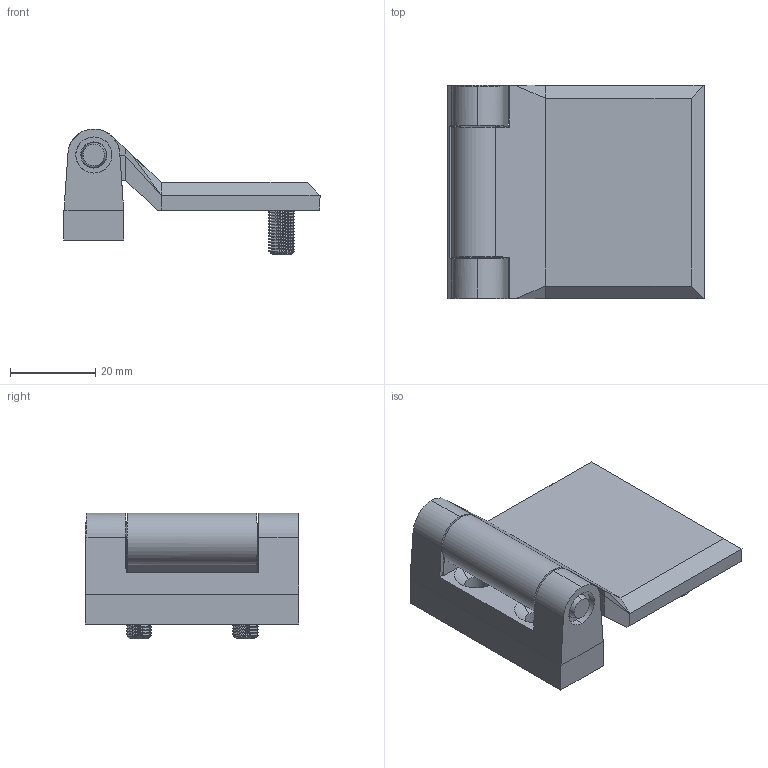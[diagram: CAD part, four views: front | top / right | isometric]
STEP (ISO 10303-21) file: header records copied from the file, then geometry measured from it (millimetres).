
FILE_DESCRIPTION (( 'STEP AP203' ), '1' );
FILE_NAME ('MK16.1.5.V2.07.STEP', '2022-08-23T13:46:53', ( '' ), ( '' ), 'SwSTEP 2.0', 'SolidWorks 2021', '' );
FILE_SCHEMA (( 'CONFIG_CONTROL_DESIGN' ));
Length unit declared in the file: millimetre
Products named in the file (1): MK16.1.5.V2.07
Bounding box: 60 x 50.09 x 29.5 mm (x, y, z)
Surface area: 14055.7 mm2 (no closed solid volume)
Topology: 0 solids, 6 shells, 269 faces, 722 edges, 470 vertices
Faces by surface type: plane 115, cylinder 88, cone 44, bspline 22
Full cylindrical faces by diameter (mm): 5.85 x1
Entity records: 14349 total; most frequent: CARTESIAN_POINT 8193, ORIENTED_EDGE 1414, DIRECTION 1066, EDGE_CURVE 722, VERTEX_POINT 470, VECTOR 362, LINE 362, AXIS2_PLACEMENT_3D 352
